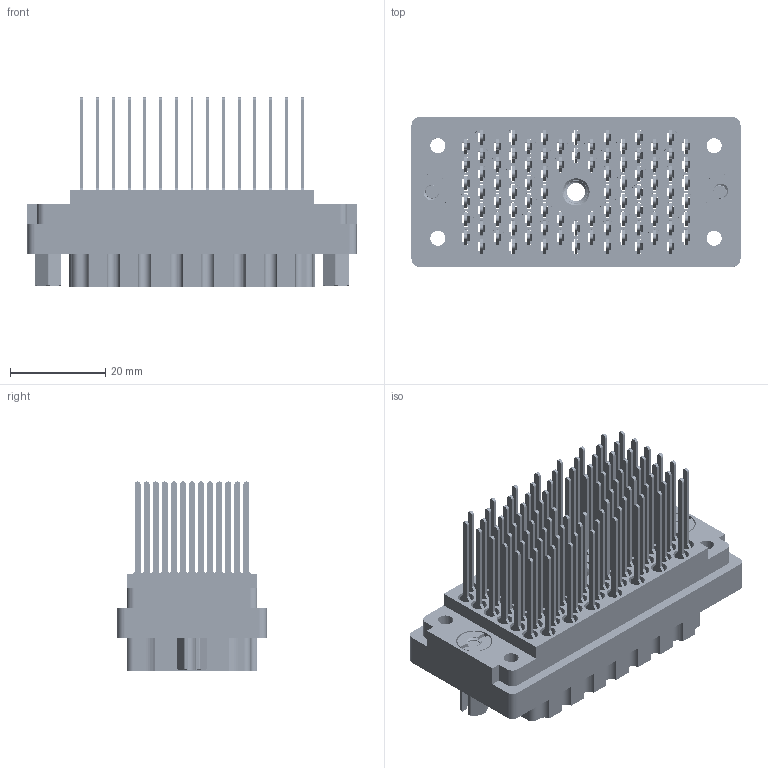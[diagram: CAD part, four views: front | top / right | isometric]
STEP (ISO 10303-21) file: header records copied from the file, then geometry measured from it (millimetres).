
FILE_DESCRIPTION (( 'STEP AP203' ), '1' );
FILE_NAME ('516-090-542-402.STEP', '2020-03-06T22:42:06', ( '' ), ( '' ), 'SwSTEP 2.0', 'SolidWorks 2016', '' );
FILE_SCHEMA (( 'CONFIG_CONTROL_DESIGN' ));
Length unit declared in the file: inch
Products named in the file (7): 516 Part Receptacle_090; 516-221-090-102_091; 516-252-095-100; 516-292-001_542 Contact; 516-252-091-102; 516-221-090-102_090; 516-090-542-402
Assembly tree (96 placements, depth 2):
  516-090-542-402
    516 Part Receptacle_090
    516-292-001_542 Contact  x90
    516-252-091-102  x2
    516-221-090-102_090
    516-252-095-100
    516-221-090-102_091
Bounding box: 69.04 x 31.34 x 39.7 mm (x, y, z)
Volume: 24794.5 mm3; surface area: 51256.3 mm2
Topology: 96 solids, 96 shells, 8611 faces, 24987 edges, 16585 vertices
Faces by surface type: plane 5212, cylinder 2785, bspline 568, cone 46
Entity records: 83616 total; most frequent: CARTESIAN_POINT 20785, ORIENTED_EDGE 12786, DIRECTION 12272, EDGE_CURVE 6393, LINE 4540, VECTOR 4540, VERTEX_POINT 4251, AXIS2_PLACEMENT_3D 3866
